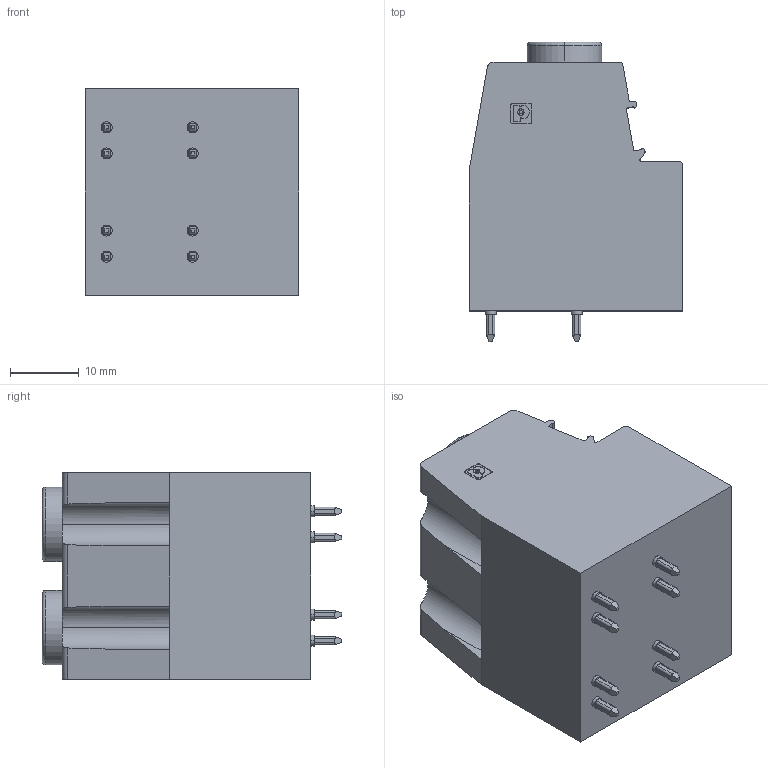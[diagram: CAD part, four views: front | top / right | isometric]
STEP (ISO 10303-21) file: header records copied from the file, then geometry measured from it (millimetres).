
FILE_DESCRIPTION(('STEP AP242'),'1');
FILE_NAME('1932588.stp','2022-02-03T08:03:21',('TraceParts'),('TraceParts S.A.'),'Spatial InterOp 3D',' ',' ');
FILE_SCHEMA(('AP242_MANAGED_MODEL_BASED_3D_ENGINEERING_MIM_LF {1 0 10303 442 1 1 4}'));
Length unit declared in the file: millimetre
Products named in the file (1): 1932588
Bounding box: 31 x 43.5 x 30 mm (x, y, z)
Volume: 26342.9 mm3; surface area: 7769.9 mm2
Topology: 1 solids, 1 shells, 348 faces, 912 edges, 596 vertices
Faces by surface type: plane 228, cylinder 108, torus 12
Entity records: 14214 total; most frequent: CARTESIAN_POINT 2607, DIRECTION 1890, ORIENTED_EDGE 1824, EDGE_CURVE 912, AXIS2_PLACEMENT_3D 649, VERTEX_POINT 596, LINE 592, VECTOR 592
